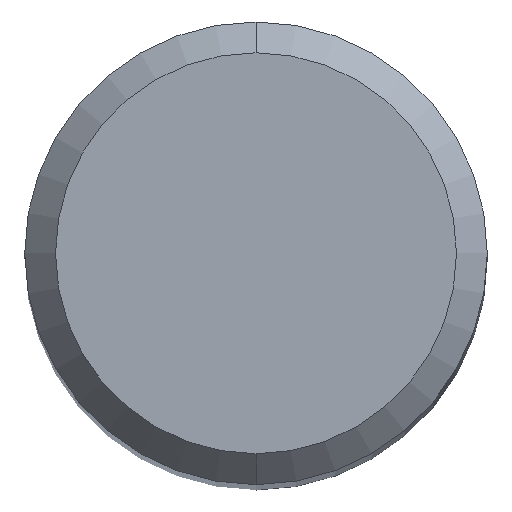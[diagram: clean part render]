
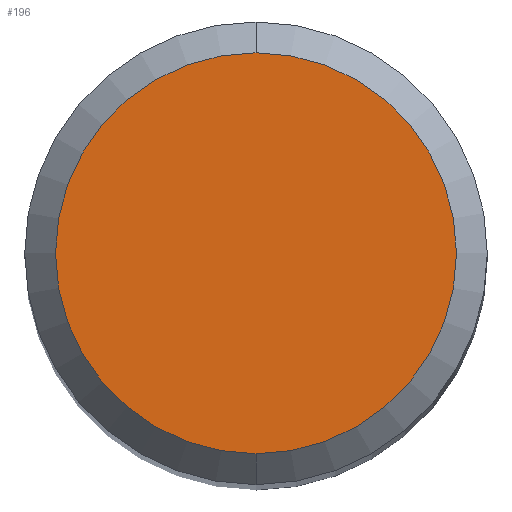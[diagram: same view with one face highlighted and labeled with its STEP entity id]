
A CAD part, top view. The second image highlights one B-rep face of the part: STEP entity #196.
In plain terms, the highlighted planar face has unit normal (0, 0, 1).
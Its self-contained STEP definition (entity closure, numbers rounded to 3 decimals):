
#132=VERTEX_POINT('',#286);
#148=EDGE_CURVE('',#132,#178,#303,.T.);
#178=VERTEX_POINT('',#337);
#196=ADVANCED_FACE('',(#357),#358,.T.);
#212=EDGE_CURVE('',#178,#132,#376,.T.);
#286=CARTESIAN_POINT('',(0.,-2.6,0.));
#303=CIRCLE('',#476,2.6);
#337=CARTESIAN_POINT('',(0.0,2.6,0.));
#357=FACE_OUTER_BOUND('',#542,.T.);
#358=PLANE('',#543);
#376=CIRCLE('',#567,2.6);
#476=AXIS2_PLACEMENT_3D('',#654,#655,#656);
#542=EDGE_LOOP('',(#724,#725));
#543=AXIS2_PLACEMENT_3D('',#726,#727,#728);
#567=AXIS2_PLACEMENT_3D('',#754,#755,#756);
#654=CARTESIAN_POINT('',(0.0,0.0,0.));
#655=DIRECTION('',(0.0,0.0,-1.0));
#656=DIRECTION('',(0.0,1.0,0.0));
#724=ORIENTED_EDGE('',*,*,#212,.F.);
#725=ORIENTED_EDGE('',*,*,#148,.F.);
#726=CARTESIAN_POINT('',(0.0,1.3,0.));
#727=DIRECTION('',(-0.0,0.0,1.0));
#728=DIRECTION('',(0.0,-1.0,0.0));
#754=CARTESIAN_POINT('',(0.0,0.0,0.));
#755=DIRECTION('',(0.0,0.0,-1.0));
#756=DIRECTION('',(0.0,1.0,0.0));
